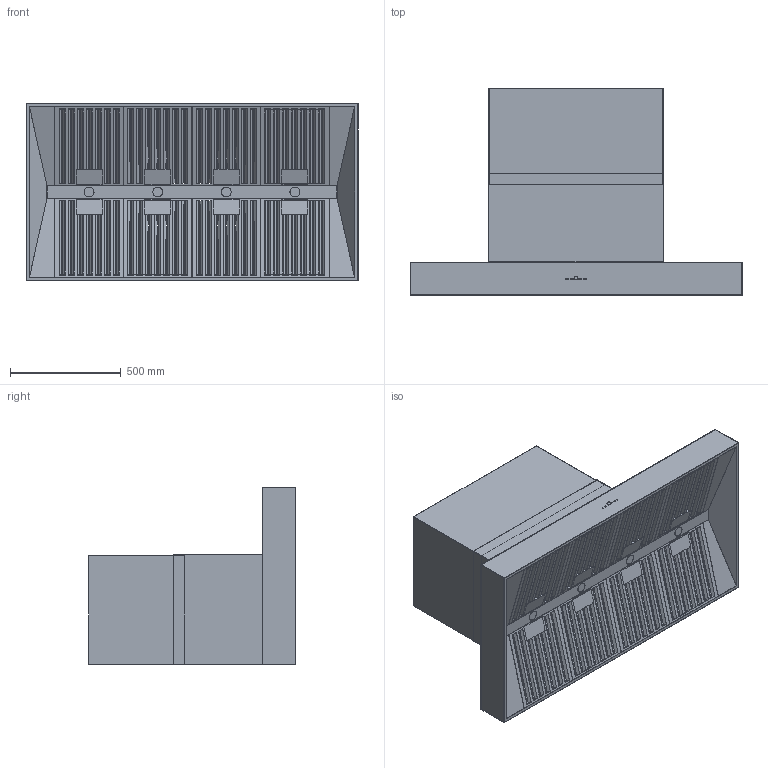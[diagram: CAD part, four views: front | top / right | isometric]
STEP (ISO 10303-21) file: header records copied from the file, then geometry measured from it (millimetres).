
FILE_DESCRIPTION (( 'STEP AP214' ), '1' );
FILE_NAME ('CL7375(Black).STEP', '2023-05-28T09:26:20', ( '' ), ( '' ), 'SwSTEP 2.0', 'SolidWorks 2021', '' );
FILE_SCHEMA (( 'AUTOMOTIVE_DESIGN' ));
Length unit declared in the file: millimetre
Products named in the file (1): CL7375(Black)
Bounding box: 1500 x 935 x 800 mm (x, y, z)
Surface area: 9347101.6 mm2 (no closed solid volume)
Topology: 0 solids, 24 shells, 927 faces, 2437 edges, 1532 vertices
Faces by surface type: plane 816, cylinder 78, bspline 25, sphere 6, torus 2
Entity records: 29269 total; most frequent: CARTESIAN_POINT 5751, ORIENTED_EDGE 4838, DIRECTION 4196, EDGE_CURVE 2431, VECTOR 2074, LINE 2074, VERTEX_POINT 1532, AXIS2_PLACEMENT_3D 1061
